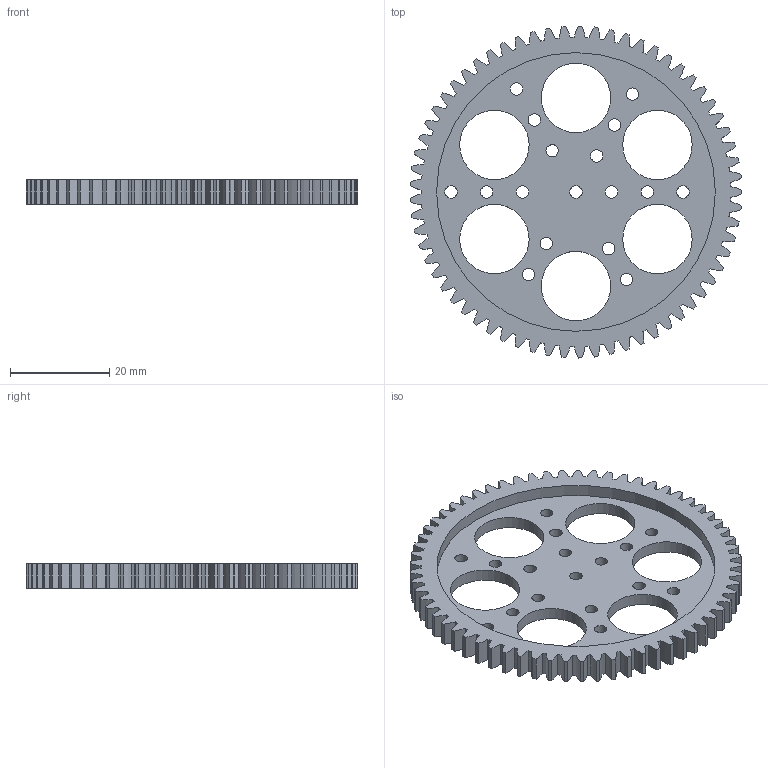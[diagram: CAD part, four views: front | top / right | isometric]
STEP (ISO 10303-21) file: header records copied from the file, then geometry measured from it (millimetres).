
FILE_DESCRIPTION(('Open CASCADE Model'),'2;1');
FILE_NAME('Open CASCADE Shape Model','2026-01-17T12:44:08',('Author'),( 'Open CASCADE'),'Open CASCADE STEP processor 7.8','Open CASCADE 7.8' ,'Unknown');
FILE_SCHEMA(('AUTOMOTIVE_DESIGN { 1 0 10303 214 1 1 1 1 }'));
Length unit declared in the file: millimetre
Products named in the file (1): Open CASCADE STEP translator 7.8 4
Bounding box: 66.98 x 66.99 x 5 mm (x, y, z)
Volume: 7784.7 mm3; surface area: 8089.5 mm2
Topology: 1 solids, 1 shells, 287 faces, 852 edges, 568 vertices
Faces by surface type: bspline 260, cylinder 24, plane 3
Full cylindrical faces by diameter (mm): 2.5 x17, 14 x6, 56.25 x1
Entity records: 22455 total; most frequent: CARTESIAN_POINT 8618, ORIENTED_EDGE 1704, PCURVE 1704, DEFINITIONAL_REPRESENTATION 1704, DIRECTION 1359, B_SPLINE_CURVE_WITH_KNOTS 1300, LINE 1160, VECTOR 1160
